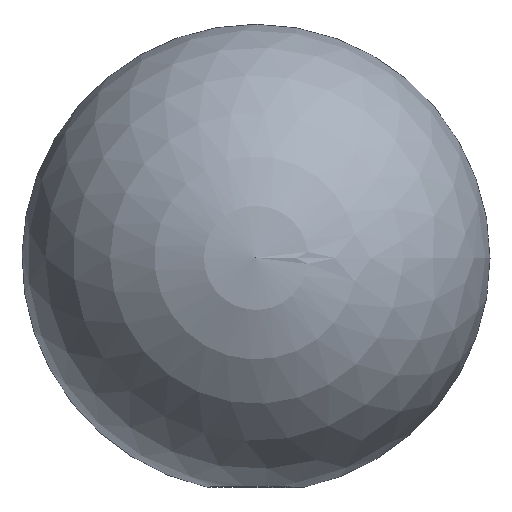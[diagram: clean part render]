
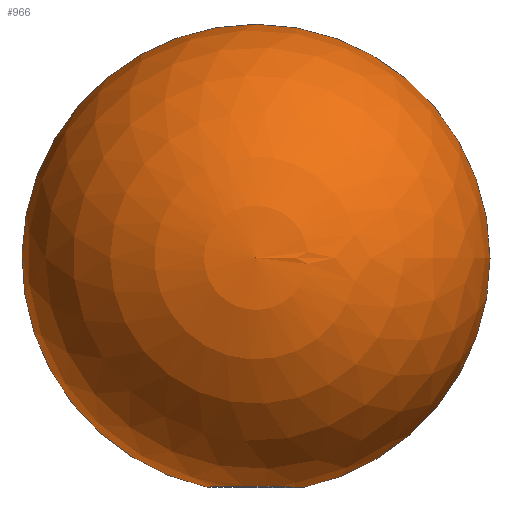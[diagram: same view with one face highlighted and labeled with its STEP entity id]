
A CAD part, top view. The second image highlights one B-rep face of the part: STEP entity #966.
In plain terms, the highlighted spherical face has radius 25 mm.
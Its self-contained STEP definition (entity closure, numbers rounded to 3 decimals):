
#10 = CARTESIAN_POINT ( 'NONE',  ( 0., 0., 0. ) ) ;
#21 = CARTESIAN_POINT ( 'NONE',  ( -1.706, -24.378, 5.285 ) ) ;
#23 = CARTESIAN_POINT ( 'NONE',  ( 4.981, -24.476, 1.081 ) ) ;
#45 = CARTESIAN_POINT ( 'NONE',  ( -2.377, -24.378, 5.006 ) ) ;
#54 = CARTESIAN_POINT ( 'NONE',  ( -4.315, -24.399, 3.369 ) ) ;
#118 = AXIS2_PLACEMENT_3D ( 'NONE', #10, #291, #1349 ) ;
#142 = CARTESIAN_POINT ( 'NONE',  ( 3.981, -24.428, 3.569 ) ) ;
#150 = VERTEX_POINT ( 'NONE', #1524 ) ;
#166 = CARTESIAN_POINT ( 'NONE',  ( 0.437, -24.378, 5.571 ) ) ;
#177 = CARTESIAN_POINT ( 'NONE',  ( -5.317, -24.424, 0.508 ) ) ;
#211 = CARTESIAN_POINT ( 'NONE',  ( -3.439, -24.389, 4.293 ) ) ;
#221 = ORIENTED_EDGE ( 'NONE', *, *, #1569, .T. ) ;
#256 = CARTESIAN_POINT ( 'NONE',  ( 5.022, -24.49, 0.271 ) ) ;
#267 = CARTESIAN_POINT ( 'NONE',  ( 4.939, -24.471, 1.351 ) ) ;
#291 = DIRECTION ( 'NONE',  ( 0., 0., -1. ) ) ;
#331 = CARTESIAN_POINT ( 'NONE',  ( -4.82, -24.407, 2.476 ) ) ;
#388 = B_SPLINE_CURVE_WITH_KNOTS ( 'NONE', 3,
 ( #1379, #1351, #166, #429, #1244, #21, #1506, #563 ),
 .UNSPECIFIED., .F., .F.,
 ( 4, 2, 2, 4 ),
 ( 0., 0.002, 0.003, 0.004 ),
 .UNSPECIFIED. ) ;
#407 = DIRECTION ( 'NONE',  ( 1., 0., 0. ) ) ;
#422 = DIRECTION ( 'NONE',  ( 0., 0., 1. ) ) ;
#429 = CARTESIAN_POINT ( 'NONE',  ( -0.641, -24.378, 5.516 ) ) ;
#434 = CIRCLE ( 'NONE', #659, 25. ) ;
#453 = CARTESIAN_POINT ( 'NONE',  ( -5.317, -24.428, 0. ) ) ;
#488 = CARTESIAN_POINT ( 'NONE',  ( 1.859, -24.378, 5.22 ) ) ;
#524 = EDGE_CURVE ( 'NONE', #1261, #150, #388, .T. ) ;
#541 = CARTESIAN_POINT ( 'NONE',  ( 0., 0., 0. ) ) ;
#563 = CARTESIAN_POINT ( 'NONE',  ( -2.377, -24.378, 5.006 ) ) ;
#571 = ORIENTED_EDGE ( 'NONE', *, *, #704, .F. ) ;
#576 = DIRECTION ( 'NONE',  ( 0., 0., -1. ) ) ;
#598 = CARTESIAN_POINT ( 'NONE',  ( -5.264, -24.42, 1.015 ) ) ;
#644 = ORIENTED_EDGE ( 'NONE', *, *, #1678, .F. ) ;
#659 = AXIS2_PLACEMENT_3D ( 'NONE', #541, #576, #1368 ) ;
#688 = CARTESIAN_POINT ( 'NONE',  ( 3.624, -24.418, 3.987 ) ) ;
#704 = EDGE_CURVE ( 'NONE', #150, #1196, #1421, .T. ) ;
#723 = CARTESIAN_POINT ( 'NONE',  ( -5.093, -24.413, 1.764 ) ) ;
#732 = CARTESIAN_POINT ( 'NONE',  ( -5.013, -24.411, 2.005 ) ) ;
#749 = CARTESIAN_POINT ( 'NONE',  ( -3.998, -24.395, 3.765 ) ) ;
#823 = CARTESIAN_POINT ( 'NONE',  ( 4.731, -24.457, 2.133 ) ) ;
#854 = CIRCLE ( 'NONE', #1247, 25. ) ;
#863 = CARTESIAN_POINT ( 'NONE',  ( -5.218, -24.418, 1.27 ) ) ;
#964 = SPHERICAL_SURFACE ( 'NONE', #118, 25. ) ;
#966 = ADVANCED_FACE ( 'NONE', ( #1218 ), #964, .T. ) ;
#980 = ORIENTED_EDGE ( 'NONE', *, *, #524, .F. ) ;
#999 = EDGE_CURVE ( 'NONE', #1196, #1344, #434, .T. ) ;
#1012 = CARTESIAN_POINT ( 'NONE',  ( -2.605, -24.38, 4.887 ) ) ;
#1071 = CARTESIAN_POINT ( 'NONE',  ( 5.022, -24.486, 0.542 ) ) ;
#1083 = CARTESIAN_POINT ( 'NONE',  ( 4.814, -24.462, 1.877 ) ) ;
#1101 = CARTESIAN_POINT ( 'NONE',  ( 5., -24.495, 0. ) ) ;
#1140 = EDGE_LOOP ( 'NONE', ( #1595, #571, #980, #644, #221 ) ) ;
#1150 = CARTESIAN_POINT ( 'NONE',  ( -2.823, -24.382, 4.753 ) ) ;
#1196 = VERTEX_POINT ( 'NONE', #453 ) ;
#1215 = CARTESIAN_POINT ( 'NONE',  ( 0., 0., 0. ) ) ;
#1218 = FACE_OUTER_BOUND ( 'NONE', #1140, .T. ) ;
#1244 = CARTESIAN_POINT ( 'NONE',  ( -1., -24.378, 5.462 ) ) ;
#1247 = AXIS2_PLACEMENT_3D ( 'NONE', #1215, #422, #407 ) ;
#1248 = CARTESIAN_POINT ( 'NONE',  ( 1.859, -24.378, 5.22 ) ) ;
#1261 = VERTEX_POINT ( 'NONE', #488 ) ;
#1288 = CARTESIAN_POINT ( 'NONE',  ( -4.706, -24.405, 2.706 ) ) ;
#1337 = CARTESIAN_POINT ( 'NONE',  ( 5., -24.495, 0. ) ) ;
#1344 = VERTEX_POINT ( 'NONE', #1745 ) ;
#1349 = DIRECTION ( 'NONE',  ( 1., 0., 0. ) ) ;
#1351 = CARTESIAN_POINT ( 'NONE',  ( 1.172, -24.378, 5.465 ) ) ;
#1354 = CARTESIAN_POINT ( 'NONE',  ( 4.405, -24.442, 2.873 ) ) ;
#1365 = CARTESIAN_POINT ( 'NONE',  ( 2.816, -24.399, 4.696 ) ) ;
#1368 = DIRECTION ( 'NONE',  ( -1., 0., 0. ) ) ;
#1379 = CARTESIAN_POINT ( 'NONE',  ( 1.859, -24.378, 5.22 ) ) ;
#1389 = B_SPLINE_CURVE_WITH_KNOTS ( 'NONE', 3,
 ( #1101, #256, #1071, #23, #267, #1083, #823, #1623, #1354, #142, #688, #1365, #1675, #1248 ),
 .UNSPECIFIED., .F., .F.,
 ( 4, 2, 2, 2, 2, 2, 4 ),
 ( 0., 0.001, 0.002, 0.002, 0.003, 0.005, 0.006 ),
 .UNSPECIFIED. ) ;
#1421 = B_SPLINE_CURVE_WITH_KNOTS ( 'NONE', 3,
 ( #45, #1012, #1150, #1551, #211, #749, #54, #1288, #331, #732, #723, #863, #598, #177, #1663, #1533 ),
 .UNSPECIFIED., .F., .F.,
 ( 4, 2, 2, 2, 2, 2, 2, 4 ),
 ( 0., 0.001, 0.002, 0.003, 0.004, 0.005, 0.005, 0.006 ),
 .UNSPECIFIED. ) ;
#1506 = CARTESIAN_POINT ( 'NONE',  ( -2.047, -24.378, 5.162 ) ) ;
#1524 = CARTESIAN_POINT ( 'NONE',  ( -2.377, -24.378, 5.006 ) ) ;
#1533 = CARTESIAN_POINT ( 'NONE',  ( -5.317, -24.428, 0. ) ) ;
#1551 = CARTESIAN_POINT ( 'NONE',  ( -3.24, -24.387, 4.457 ) ) ;
#1569 = EDGE_CURVE ( 'NONE', #1577, #1344, #854, .T. ) ;
#1577 = VERTEX_POINT ( 'NONE', #1337 ) ;
#1595 = ORIENTED_EDGE ( 'NONE', *, *, #999, .F. ) ;
#1623 = CARTESIAN_POINT ( 'NONE',  ( 4.527, -24.447, 2.63 ) ) ;
#1663 = CARTESIAN_POINT ( 'NONE',  ( -5.326, -24.426, 0.254 ) ) ;
#1675 = CARTESIAN_POINT ( 'NONE',  ( 2.355, -24.389, 4.995 ) ) ;
#1678 = EDGE_CURVE ( 'NONE', #1577, #1261, #1389, .T. ) ;
#1745 = CARTESIAN_POINT ( 'NONE',  ( 0., 25., 0. ) ) ;
